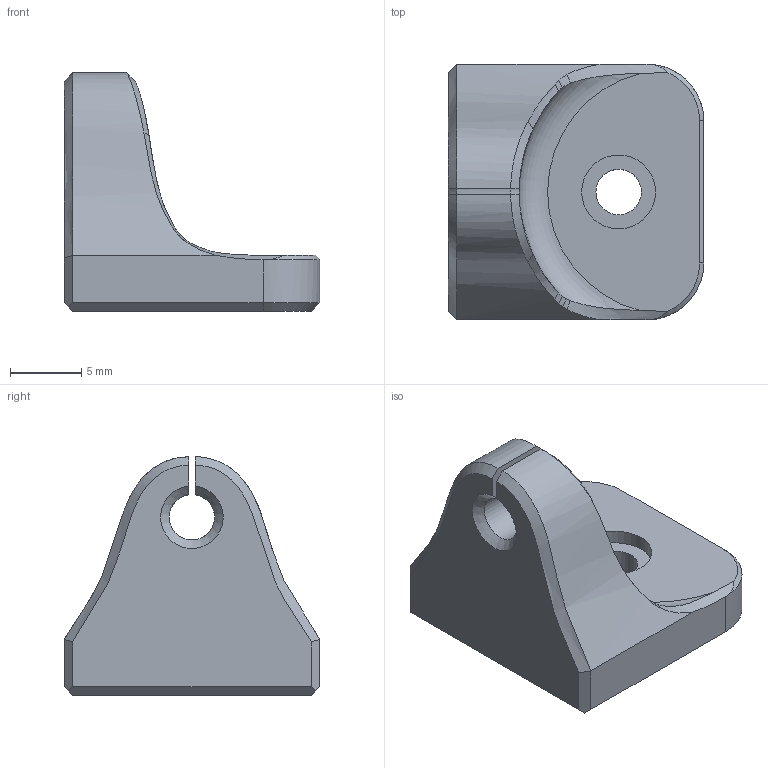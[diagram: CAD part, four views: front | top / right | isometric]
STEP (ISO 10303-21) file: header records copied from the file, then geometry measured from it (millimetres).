
FILE_DESCRIPTION(/* description */ (''),/* implementation_level */ '2;1');
FILE_SCHEMA (('AUTOMOTIVE_DESIGN { 1 0 10303 214 3 1 1 }'));
Length unit declared in the file: millimetre
Products named in the file (1): Thermistor Holder 2020
Bounding box: 18 x 18 x 16.78 mm (x, y, z)
Volume: 1968.1 mm3; surface area: 1311.5 mm2
Topology: 1 solids, 1 shells, 44 faces, 115 edges, 74 vertices
Faces by surface type: plane 16, bspline 16, cylinder 6, cone 5, torus 1
Full cylindrical faces by diameter (mm): 3.2 x1, 5.2 x1
Entity records: 3286 total; most frequent: CARTESIAN_POINT 2317, ORIENTED_EDGE 230, DIRECTION 133, EDGE_CURVE 115, VERTEX_POINT 74, EDGE_LOOP 47, AXIS2_PLACEMENT_3D 45, FACE_OUTER_BOUND 44
